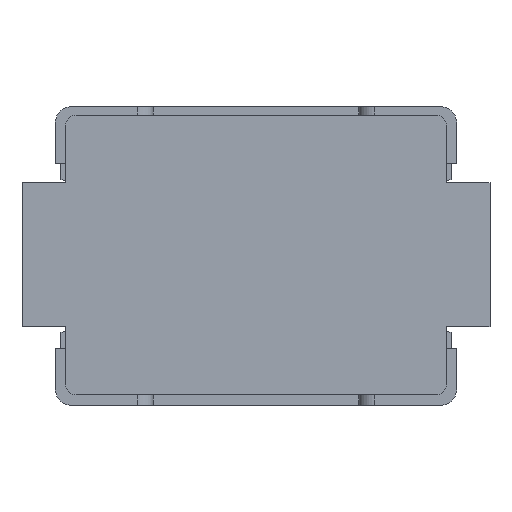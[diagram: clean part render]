
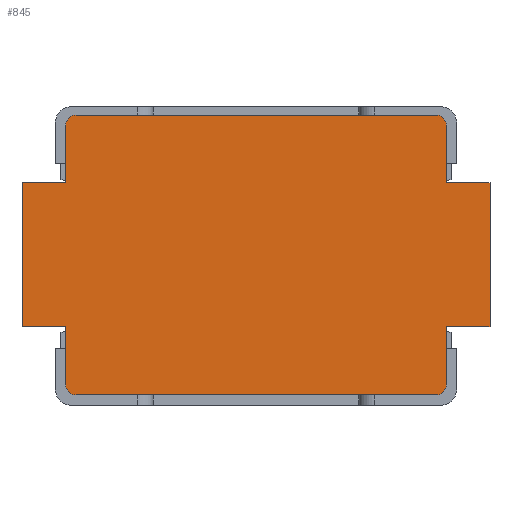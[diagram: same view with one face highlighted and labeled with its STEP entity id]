
A CAD part, front view. The second image highlights one B-rep face of the part: STEP entity #845.
In plain terms, the highlighted planar face has unit normal (0, -1, 0).
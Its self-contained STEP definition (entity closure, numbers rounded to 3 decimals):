
#28 = CARTESIAN_POINT ( 'NONE',  ( 2.275, 0., 0. ) ) ;
#111 = VECTOR ( 'NONE', #2574, 1000. ) ;
#137 = CARTESIAN_POINT ( 'NONE',  ( -1.75, 0., -1.25 ) ) ;
#174 = VERTEX_POINT ( 'NONE', #3777 ) ;
#271 = DIRECTION ( 'NONE',  ( 0., 0., -1. ) ) ;
#286 = DIRECTION ( 'NONE',  ( 0., -1., 0. ) ) ;
#368 = VERTEX_POINT ( 'NONE', #3949 ) ;
#378 = DIRECTION ( 'NONE',  ( 0., 0., -1. ) ) ;
#451 = VECTOR ( 'NONE', #666, 1000. ) ;
#518 = CARTESIAN_POINT ( 'NONE',  ( 1.75, 0., -1.35 ) ) ;
#553 = CARTESIAN_POINT ( 'NONE',  ( -1.75, 0., -1.35 ) ) ;
#556 = ORIENTED_EDGE ( 'NONE', *, *, #737, .T. ) ;
#574 = LINE ( 'NONE', #2365, #1257 ) ;
#589 = DIRECTION ( 'NONE',  ( 0., -1., 0. ) ) ;
#607 = DIRECTION ( 'NONE',  ( -1., 0., 0. ) ) ;
#664 = CIRCLE ( 'NONE', #4092, 0.1 ) ;
#666 = DIRECTION ( 'NONE',  ( 0., 0., 1. ) ) ;
#737 = EDGE_CURVE ( 'NONE', #2641, #368, #3482, .T. ) ;
#770 = CIRCLE ( 'NONE', #3033, 0.1 ) ;
#781 = VECTOR ( 'NONE', #607, 1000. ) ;
#794 = DIRECTION ( 'NONE',  ( 0., 0., -1. ) ) ;
#845 = ADVANCED_FACE ( 'NONE', ( #2183 ), #4300, .T. ) ;
#879 = VERTEX_POINT ( 'NONE', #2659 ) ;
#952 = VECTOR ( 'NONE', #794, 1000. ) ;
#1048 = DIRECTION ( 'NONE',  ( 1., 0., 0. ) ) ;
#1057 = LINE ( 'NONE', #5038, #4329 ) ;
#1066 = CARTESIAN_POINT ( 'NONE',  ( 1.85, 0., 0.71 ) ) ;
#1097 = EDGE_CURVE ( 'NONE', #3257, #2676, #3415, .T. ) ;
#1103 = EDGE_CURVE ( 'NONE', #879, #4246, #1726, .T. ) ;
#1163 = ORIENTED_EDGE ( 'NONE', *, *, #4676, .T. ) ;
#1201 = EDGE_CURVE ( 'NONE', #4390, #3257, #3868, .T. ) ;
#1257 = VECTOR ( 'NONE', #3499, 1000. ) ;
#1259 = CARTESIAN_POINT ( 'NONE',  ( 1.85, 0., 0. ) ) ;
#1264 = AXIS2_PLACEMENT_3D ( 'NONE', #137, #589, #1800 ) ;
#1294 = VERTEX_POINT ( 'NONE', #1066 ) ;
#1328 = CARTESIAN_POINT ( 'NONE',  ( 1.75, 0., 1.37 ) ) ;
#1350 = ORIENTED_EDGE ( 'NONE', *, *, #3779, .F. ) ;
#1385 = CARTESIAN_POINT ( 'NONE',  ( 1.85, 0., 1.27 ) ) ;
#1393 = LINE ( 'NONE', #3643, #1780 ) ;
#1528 = AXIS2_PLACEMENT_3D ( 'NONE', #3977, #1559, #3156 ) ;
#1555 = VERTEX_POINT ( 'NONE', #4098 ) ;
#1559 = DIRECTION ( 'NONE',  ( 0., -1., 0. ) ) ;
#1726 = LINE ( 'NONE', #1259, #2374 ) ;
#1754 = CIRCLE ( 'NONE', #1528, 0.1 ) ;
#1770 = CARTESIAN_POINT ( 'NONE',  ( -1.75, 0., 1.27 ) ) ;
#1780 = VECTOR ( 'NONE', #3228, 1000. ) ;
#1800 = DIRECTION ( 'NONE',  ( 0., 0., -1. ) ) ;
#1852 = CARTESIAN_POINT ( 'NONE',  ( 0., 0., -1.35 ) ) ;
#1897 = ORIENTED_EDGE ( 'NONE', *, *, #4495, .T. ) ;
#1965 = VECTOR ( 'NONE', #3626, 1000. ) ;
#1974 = DIRECTION ( 'NONE',  ( -1., 0., 0. ) ) ;
#2066 = CARTESIAN_POINT ( 'NONE',  ( 1.85, 0., -1.25 ) ) ;
#2075 = VECTOR ( 'NONE', #1048, 1000. ) ;
#2086 = ORIENTED_EDGE ( 'NONE', *, *, #1097, .T. ) ;
#2138 = CARTESIAN_POINT ( 'NONE',  ( -2.275, 0., -0.69 ) ) ;
#2142 = LINE ( 'NONE', #4392, #952 ) ;
#2160 = DIRECTION ( 'NONE',  ( 0., -1., 0. ) ) ;
#2182 = EDGE_CURVE ( 'NONE', #4648, #174, #664, .T. ) ;
#2183 = FACE_OUTER_BOUND ( 'NONE', #4590, .T. ) ;
#2266 = LINE ( 'NONE', #4759, #3442 ) ;
#2365 = CARTESIAN_POINT ( 'NONE',  ( -2.275, 0., 0. ) ) ;
#2374 = VECTOR ( 'NONE', #378, 1000. ) ;
#2379 = ORIENTED_EDGE ( 'NONE', *, *, #5104, .F. ) ;
#2431 = VECTOR ( 'NONE', #5094, 1000. ) ;
#2442 = ORIENTED_EDGE ( 'NONE', *, *, #4232, .T. ) ;
#2574 = DIRECTION ( 'NONE',  ( 1., 0., 0. ) ) ;
#2641 = VERTEX_POINT ( 'NONE', #2138 ) ;
#2659 = CARTESIAN_POINT ( 'NONE',  ( 1.85, 0., -0.69 ) ) ;
#2676 = VERTEX_POINT ( 'NONE', #518 ) ;
#2706 = CARTESIAN_POINT ( 'NONE',  ( 1.75, 0., -1.25 ) ) ;
#2723 = LINE ( 'NONE', #5001, #781 ) ;
#2808 = EDGE_CURVE ( 'NONE', #3901, #4648, #1393, .T. ) ;
#2835 = ORIENTED_EDGE ( 'NONE', *, *, #3522, .F. ) ;
#3033 = AXIS2_PLACEMENT_3D ( 'NONE', #2706, #4308, #3117 ) ;
#3117 = DIRECTION ( 'NONE',  ( 0., 0., 1. ) ) ;
#3143 = LINE ( 'NONE', #4674, #2075 ) ;
#3156 = DIRECTION ( 'NONE',  ( 0., 0., -1. ) ) ;
#3211 = EDGE_CURVE ( 'NONE', #1555, #1294, #2723, .T. ) ;
#3228 = DIRECTION ( 'NONE',  ( -1., 0., 0. ) ) ;
#3251 = ORIENTED_EDGE ( 'NONE', *, *, #1103, .F. ) ;
#3257 = VERTEX_POINT ( 'NONE', #553 ) ;
#3279 = ORIENTED_EDGE ( 'NONE', *, *, #1201, .T. ) ;
#3307 = CARTESIAN_POINT ( 'NONE',  ( -1.85, 0., -1.25 ) ) ;
#3371 = CARTESIAN_POINT ( 'NONE',  ( 0., 0., -0.69 ) ) ;
#3401 = CARTESIAN_POINT ( 'NONE',  ( -1.85, 0., 0. ) ) ;
#3415 = LINE ( 'NONE', #1852, #2431 ) ;
#3442 = VECTOR ( 'NONE', #1974, 1000. ) ;
#3482 = LINE ( 'NONE', #3371, #111 ) ;
#3499 = DIRECTION ( 'NONE',  ( 0., 0., 1. ) ) ;
#3501 = ORIENTED_EDGE ( 'NONE', *, *, #2182, .T. ) ;
#3509 = VERTEX_POINT ( 'NONE', #4690 ) ;
#3522 = EDGE_CURVE ( 'NONE', #4390, #368, #3781, .T. ) ;
#3626 = DIRECTION ( 'NONE',  ( 0., 0., 1. ) ) ;
#3643 = CARTESIAN_POINT ( 'NONE',  ( 0., 0., 1.37 ) ) ;
#3652 = CARTESIAN_POINT ( 'NONE',  ( -1.85, 0., 0.71 ) ) ;
#3688 = ORIENTED_EDGE ( 'NONE', *, *, #4119, .T. ) ;
#3764 = LINE ( 'NONE', #28, #1965 ) ;
#3777 = CARTESIAN_POINT ( 'NONE',  ( -1.85, 0., 1.27 ) ) ;
#3779 = EDGE_CURVE ( 'NONE', #5042, #1294, #2142, .T. ) ;
#3781 = LINE ( 'NONE', #3401, #451 ) ;
#3868 = CIRCLE ( 'NONE', #1264, 0.1 ) ;
#3901 = VERTEX_POINT ( 'NONE', #1328 ) ;
#3949 = CARTESIAN_POINT ( 'NONE',  ( -1.85, 0., -0.69 ) ) ;
#3977 = CARTESIAN_POINT ( 'NONE',  ( 1.75, 0., 1.27 ) ) ;
#4092 = AXIS2_PLACEMENT_3D ( 'NONE', #1770, #2160, #4977 ) ;
#4098 = CARTESIAN_POINT ( 'NONE',  ( 2.275, 0., 0.71 ) ) ;
#4119 = EDGE_CURVE ( 'NONE', #2676, #4246, #770, .T. ) ;
#4128 = EDGE_CURVE ( 'NONE', #2641, #5080, #574, .T. ) ;
#4232 = EDGE_CURVE ( 'NONE', #3509, #1555, #3764, .T. ) ;
#4246 = VERTEX_POINT ( 'NONE', #2066 ) ;
#4300 = PLANE ( 'NONE',  #4774 ) ;
#4308 = DIRECTION ( 'NONE',  ( 0., -1., 0. ) ) ;
#4329 = VECTOR ( 'NONE', #5057, 1000. ) ;
#4330 = VERTEX_POINT ( 'NONE', #3652 ) ;
#4354 = ORIENTED_EDGE ( 'NONE', *, *, #3211, .T. ) ;
#4390 = VERTEX_POINT ( 'NONE', #3307 ) ;
#4392 = CARTESIAN_POINT ( 'NONE',  ( 1.85, 0., 0. ) ) ;
#4495 = EDGE_CURVE ( 'NONE', #879, #3509, #3143, .T. ) ;
#4590 = EDGE_LOOP ( 'NONE', ( #1897, #2442, #4354, #1350, #5082, #4957, #3501, #2379, #1163, #4833, #556, #2835, #3279, #2086, #3688, #3251 ) ) ;
#4598 = CARTESIAN_POINT ( 'NONE',  ( -2.275, 0., 0.71 ) ) ;
#4648 = VERTEX_POINT ( 'NONE', #5045 ) ;
#4674 = CARTESIAN_POINT ( 'NONE',  ( 0., 0., -0.69 ) ) ;
#4676 = EDGE_CURVE ( 'NONE', #4330, #5080, #2266, .T. ) ;
#4690 = CARTESIAN_POINT ( 'NONE',  ( 2.275, 0., -0.69 ) ) ;
#4702 = EDGE_CURVE ( 'NONE', #5042, #3901, #1754, .T. ) ;
#4759 = CARTESIAN_POINT ( 'NONE',  ( 0., 0., 0.71 ) ) ;
#4774 = AXIS2_PLACEMENT_3D ( 'NONE', #5112, #286, #271 ) ;
#4833 = ORIENTED_EDGE ( 'NONE', *, *, #4128, .F. ) ;
#4957 = ORIENTED_EDGE ( 'NONE', *, *, #2808, .T. ) ;
#4977 = DIRECTION ( 'NONE',  ( 0., 0., 1. ) ) ;
#5001 = CARTESIAN_POINT ( 'NONE',  ( 0., 0., 0.71 ) ) ;
#5038 = CARTESIAN_POINT ( 'NONE',  ( -1.85, 0., 0. ) ) ;
#5042 = VERTEX_POINT ( 'NONE', #1385 ) ;
#5045 = CARTESIAN_POINT ( 'NONE',  ( -1.75, 0., 1.37 ) ) ;
#5057 = DIRECTION ( 'NONE',  ( 0., 0., 1. ) ) ;
#5080 = VERTEX_POINT ( 'NONE', #4598 ) ;
#5082 = ORIENTED_EDGE ( 'NONE', *, *, #4702, .T. ) ;
#5094 = DIRECTION ( 'NONE',  ( 1., 0., 0. ) ) ;
#5104 = EDGE_CURVE ( 'NONE', #4330, #174, #1057, .T. ) ;
#5112 = CARTESIAN_POINT ( 'NONE',  ( 0., 0., 0. ) ) ;
